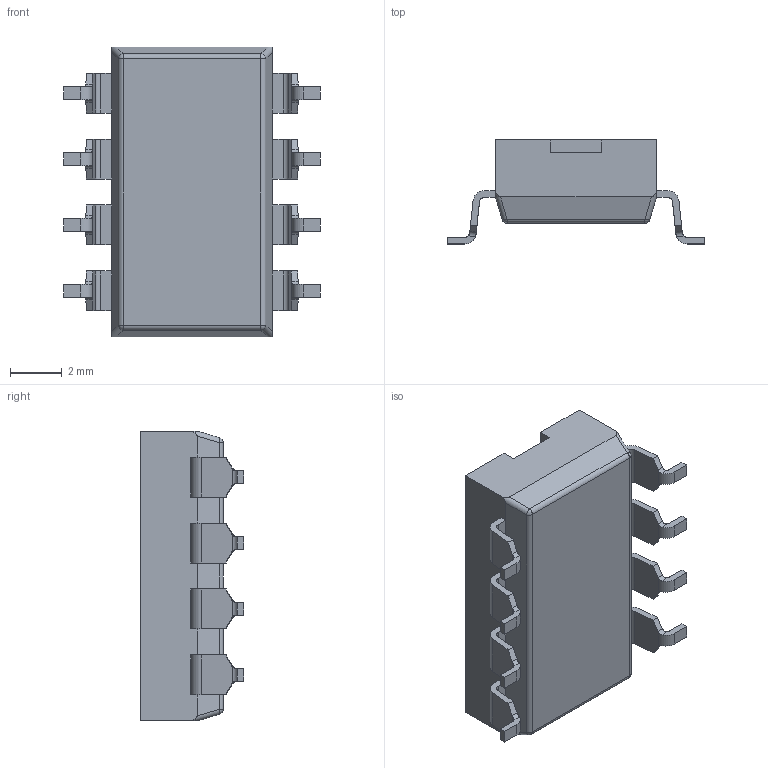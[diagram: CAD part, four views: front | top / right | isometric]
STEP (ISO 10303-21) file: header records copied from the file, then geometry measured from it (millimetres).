
FILE_DESCRIPTION (( 'STEP AP214' ), '1' );
FILE_NAME ('CUI_DEVICES_DS04-254-2-04BK-SMT.step', '2020-10-26T14:41:36', ( '' ), ( '' ), 'SwSTEP 2.0', 'SolidWorks 2020', '' );
FILE_SCHEMA (( 'AUTOMOTIVE_DESIGN' ));
Length unit declared in the file: inch
Products named in the file (1): CUI_DEVICES_DS04-254-2-04BK-SMT
Bounding box: 9.9 x 4 x 11.16 mm (x, y, z)
Volume: 215.8 mm3; surface area: 372.3 mm2
Topology: 13 solids, 13 shells, 385 faces, 1038 edges, 679 vertices
Faces by surface type: plane 274, cylinder 107, sphere 4
Entity records: 14744 total; most frequent: CARTESIAN_POINT 2348, ORIENTED_EDGE 2068, DIRECTION 1962, EDGE_CURVE 1034, LINE 782, VECTOR 782, VERTEX_POINT 679, AXIS2_PLACEMENT_3D 590
